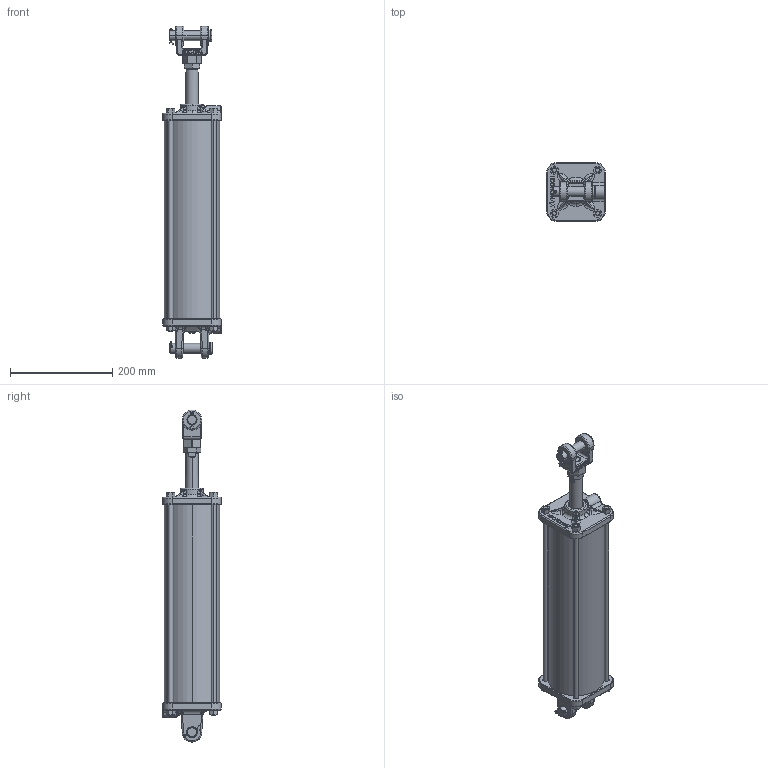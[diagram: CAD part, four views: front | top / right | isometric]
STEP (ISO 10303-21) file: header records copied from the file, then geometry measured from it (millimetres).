
FILE_DESCRIPTION (( 'STEP AP203' ), '1' );
FILE_NAME ('EA4S140D2N092NS.STEP', '2022-01-25T16:17:17', ( '' ), ( '' ), 'SwSTEP 2.0', 'SolidWorks 2021', '' );
FILE_SCHEMA (( 'CONFIG_CONTROL_DESIGN' ));
Length unit declared in the file: inch
Products named in the file (16): APL40-0.75-16; ZY-CP-290; EA4S140D2N092NS; 075_16 JAMNUT THIN; 038HEXNUTSS; 38-24TR14B; 18cotter pin X .75; BDC-07M; 1R14S075-16; 5409-06V; 18cotter pin X 1.13; E4C AS CAST RIBS MACHINED REV3; 4.0T14S LOGOTM; E4H  AS CAST RIBS MACHINED REV3
Assembly tree (26 placements, depth 3):
  EA4S140D2N092NS
    E4H  AS CAST RIBS MACHINED REV3
    1R14S075-16
    E4C AS CAST RIBS MACHINED REV3
    4.0T14S LOGOTM
    38-24TR14B  x4
    038HEXNUTSS  x8
    075_16 JAMNUT THIN
    APL40-0.75-16
    ZY-CP-290
      ZY-CP-290
      18cotter pin X .75
    BDC-07M
      BDC-07M
      ZY-CP-290
      18cotter pin X 1.13
    5409-06V
Bounding box: 114.3 x 114.3 x 648.02 mm (x, y, z)
Volume: 1562030 mm3; surface area: 526110 mm2
Topology: 24 solids, 24 shells, 1721 faces, 4033 edges, 2409 vertices
Faces by surface type: cone 534, plane 426, bspline 304, cylinder 258, torus 167, sphere 32
Entity records: 64091 total; most frequent: CARTESIAN_POINT 34531, ORIENTED_EDGE 6046, DIRECTION 5311, EDGE_CURVE 3023, AXIS2_PLACEMENT_3D 2092, VERTEX_POINT 1829, EDGE_LOOP 1390, FACE_OUTER_BOUND 1286
